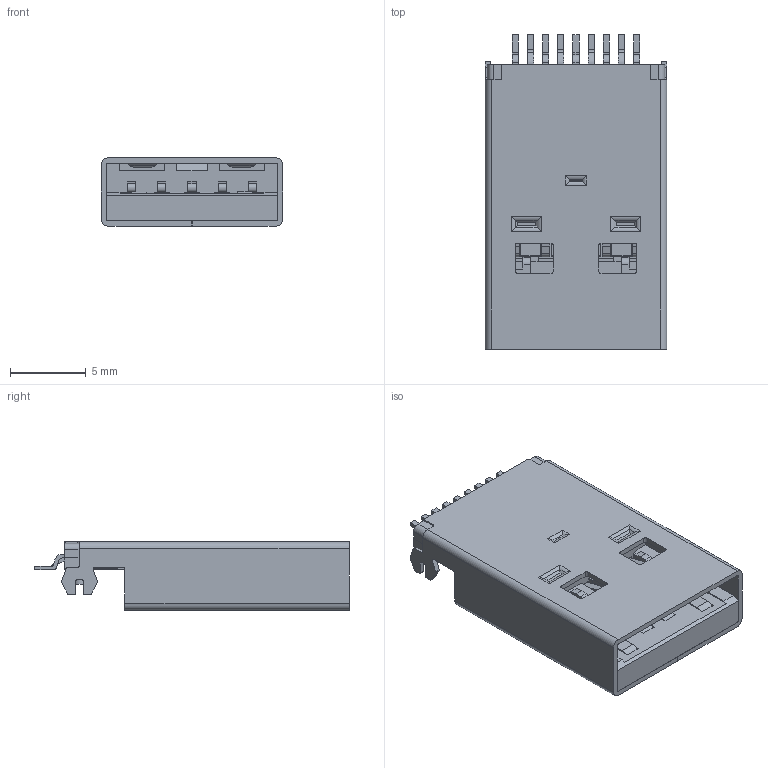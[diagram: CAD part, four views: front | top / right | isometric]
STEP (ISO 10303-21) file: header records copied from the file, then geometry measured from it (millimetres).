
FILE_DESCRIPTION( ( 'Unknown' ), '1' );
FILE_NAME( '692112030100.stp', 'Unknown', ( 'Unknown' ), ( 'Unknown' ), 'PSStep 18.0.17', 'Unknown', ' ' );
FILE_SCHEMA( ( 'AUTOMOTIVE_DESIGN { 1 0 10303 214 1 1 1 1 }' ) );
Length unit declared in the file: millimetre
Products named in the file (8): Assem1; 692112030100_Housing; 692112030100_Shielding; 692112030100_Pin2; 692112030100_Pin3; 692112030100_Pin1; 692112030100_Housing2; 692112030100_Pin5
Assembly tree (12 placements, depth 2):
  Assem1
    692112030100_Housing
    692112030100_Shielding
    692112030100_Pin2
    692112030100_Pin3  x2
    692112030100_Pin1  x5
    692112030100_Housing2
    692112030100_Pin5
Bounding box: 12 x 20.75 x 4.5 mm (x, y, z)
Volume: 626.5 mm3; surface area: 2496.8 mm2
Topology: 12 solids, 12 shells, 885 faces, 2481 edges, 1625 vertices
Faces by surface type: plane 668, cylinder 217
Full cylindrical faces by diameter (mm): 0.5 x2
Entity records: 27424 total; most frequent: CARTESIAN_POINT 3886, ORIENTED_EDGE 3852, DIRECTION 3584, EDGE_CURVE 1926, LINE 1652, VECTOR 1652, VERTEX_POINT 1268, AXIS2_PLACEMENT_3D 966
